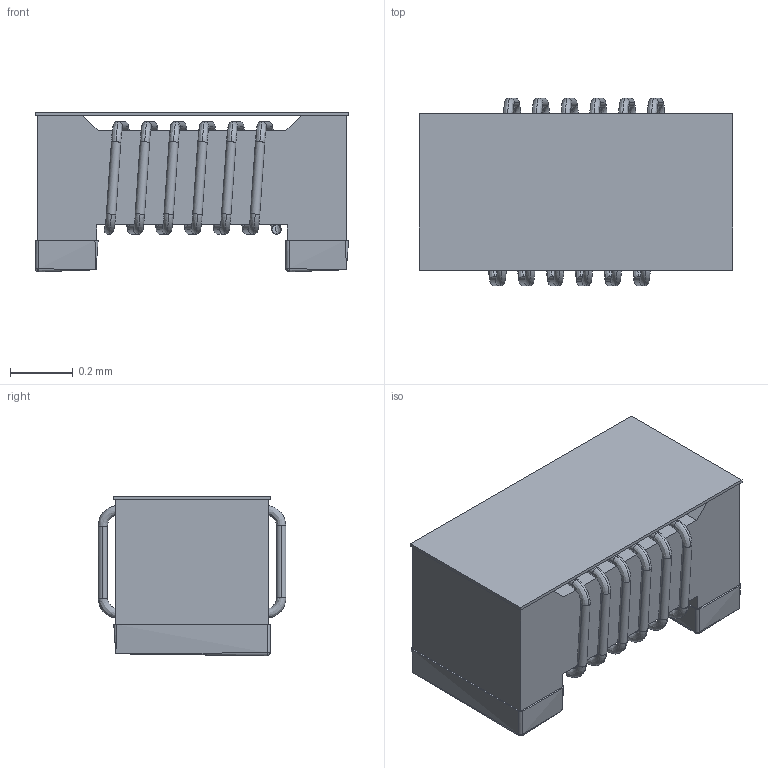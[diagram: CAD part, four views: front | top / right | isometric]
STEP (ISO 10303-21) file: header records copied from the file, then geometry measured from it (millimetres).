
FILE_DESCRIPTION (( 'STEP AP214' ), '1' );
FILE_NAME ('User Library-INDC1005X50-MURATA_LQW15A.STEP', '2017-06-04T10:20:53', ( 'Windows User' ), ( '' ), 'SwSTEP 2.0', 'SolidWorks 2017', '' );
FILE_SCHEMA (( 'AUTOMOTIVE_DESIGN' ));
Length unit declared in the file: millimetre
Products named in the file (1): User Library-INDC1005X50-MURATA_LQW15A
Bounding box: 1 x 0.6 x 0.51 mm (x, y, z)
Volume: 0.2 mm3; surface area: 4.1 mm2
Topology: 1 solids, 1 shells, 149 faces, 476 edges, 296 vertices
Faces by surface type: cylinder 64, bspline 57, plane 28
Entity records: 7656 total; most frequent: CARTESIAN_POINT 1985, ORIENTED_EDGE 908, DIRECTION 874, EDGE_CURVE 454, AXIS2_PLACEMENT_3D 366, VERTEX_POINT 296, CIRCLE 273, EDGE_LOOP 152
